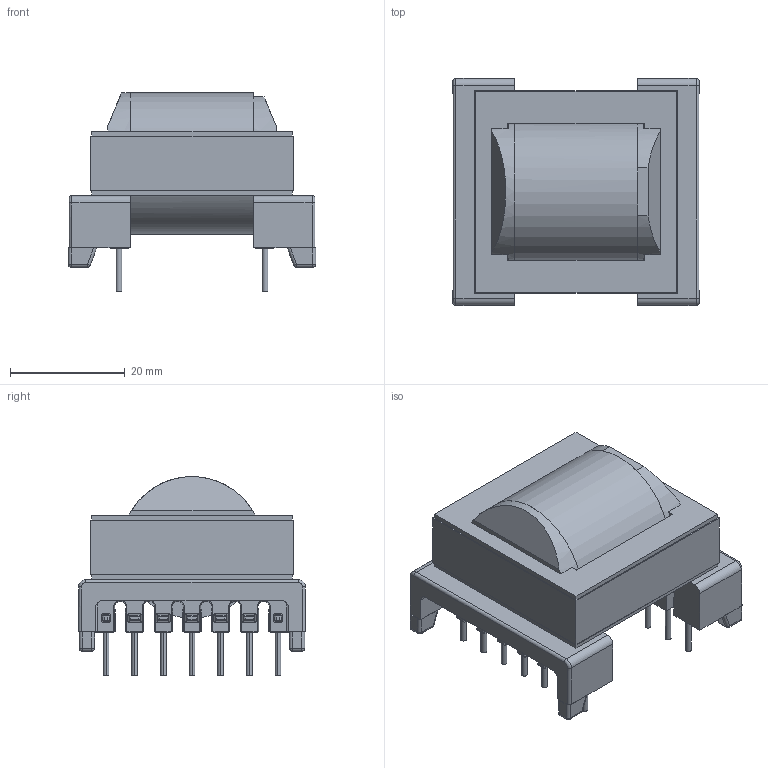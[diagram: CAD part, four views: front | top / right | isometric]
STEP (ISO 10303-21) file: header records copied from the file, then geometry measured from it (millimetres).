
FILE_DESCRIPTION(/* description */ ('Unknown'),/* implementation_level */ '2;1');
FILE_NAME(/* name */ 'T_Wurth_WE-OLLT-ETD34_LeadDiameter1.4mm',/* time_stamp */ '2025-12-26T10:32:31+08:00',/* author */ ('Unknown'),/* organization */ ('Unknown'),/* preprocessor_version */ 'ST-DEVELOPER v19.4',/* originating_system */ 'Solid Edge',/* authorisation */ 'Unknown');
FILE_SCHEMA (('AUTOMOTIVE_DESIGN {1 0 10303 214 3 1 1}'));
Length unit declared in the file: millimetre
Products named in the file (2): T_Wurth_WE-OLLT-ETD34_LeadDiameter1.4mm; T_Wurth_WE-OLLT-EFD34_LeadDiameter1.4mm
Assembly tree (1 placements, depth 2):
  T_Wurth_WE-OLLT-ETD34_LeadDiameter1.4mm
    T_Wurth_WE-OLLT-EFD34_LeadDiameter1.4mm
Bounding box: 43.18 x 39.6 x 34.67 mm (x, y, z)
Volume: 23593.6 mm3; surface area: 12414.1 mm2
Topology: 1 solids, 1 shells, 600 faces, 1542 edges, 924 vertices
Faces by surface type: plane 307, cylinder 197, cone 58, sphere 32, torus 4, bspline 2
Entity records: 22066 total; most frequent: CARTESIAN_POINT 3658, ORIENTED_EDGE 2972, DIRECTION 2932, EDGE_CURVE 1486, AXIS2_PLACEMENT_3D 991, LINE 950, VECTOR 950, VERTEX_POINT 924
